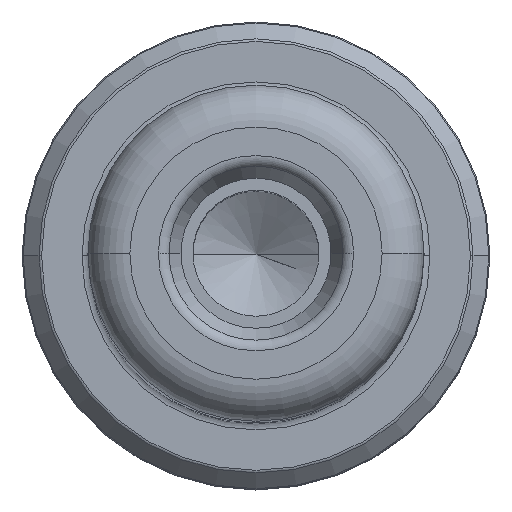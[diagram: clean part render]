
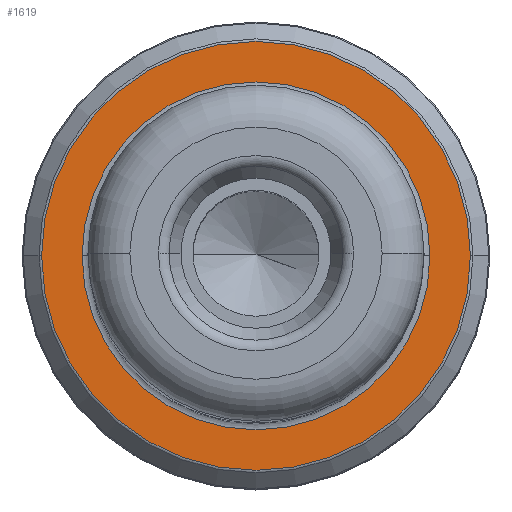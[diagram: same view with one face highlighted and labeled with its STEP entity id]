
A CAD part, top view. The second image highlights one B-rep face of the part: STEP entity #1619.
In plain terms, the highlighted planar face has unit normal (0, 0, 1).
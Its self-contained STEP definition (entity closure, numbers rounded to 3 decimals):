
#17 = CARTESIAN_POINT ( 'NONE',  ( 0., 0., 30. ) ) ;
#122 = VERTEX_POINT ( 'NONE', #351 ) ;
#172 = EDGE_CURVE ( 'NONE', #2866, #122, #1340, .T. ) ;
#351 = CARTESIAN_POINT ( 'NONE',  ( -14.5, 0., 30. ) ) ;
#398 = ORIENTED_EDGE ( 'NONE', *, *, #172, .T. ) ;
#549 = CARTESIAN_POINT ( 'NONE',  ( 17.876, 0., 30. ) ) ;
#598 = FACE_OUTER_BOUND ( 'NONE', #2194, .T. ) ;
#908 = FACE_BOUND ( 'NONE', #2746, .T. ) ;
#949 = VERTEX_POINT ( 'NONE', #549 ) ;
#1005 = CARTESIAN_POINT ( 'NONE',  ( 14.5, 0., 30. ) ) ;
#1041 = DIRECTION ( 'NONE',  ( -1., 0., 0. ) ) ;
#1050 = CIRCLE ( 'NONE', #3437, 17.876 ) ;
#1068 = DIRECTION ( 'NONE',  ( 1., 0., 0. ) ) ;
#1184 = VERTEX_POINT ( 'NONE', #1610 ) ;
#1191 = DIRECTION ( 'NONE',  ( -1., 0., 0. ) ) ;
#1340 = CIRCLE ( 'NONE', #3590, 14.5 ) ;
#1379 = ORIENTED_EDGE ( 'NONE', *, *, #3780, .T. ) ;
#1507 = DIRECTION ( 'NONE',  ( 0., 0., 1. ) ) ;
#1610 = CARTESIAN_POINT ( 'NONE',  ( -17.876, 0., 30. ) ) ;
#1619 = ADVANCED_FACE ( 'NONE', ( #908, #598 ), #2445, .T. ) ;
#1730 = DIRECTION ( 'NONE',  ( 0., 0., 1. ) ) ;
#1787 = CIRCLE ( 'NONE', #3722, 14.5 ) ;
#1829 = DIRECTION ( 'NONE',  ( 0., 0., -1. ) ) ;
#1973 = EDGE_CURVE ( 'NONE', #1184, #949, #1050, .T. ) ;
#2022 = CARTESIAN_POINT ( 'NONE',  ( 0., 0., 30. ) ) ;
#2025 = EDGE_CURVE ( 'NONE', #949, #1184, #2898, .T. ) ;
#2194 = EDGE_LOOP ( 'NONE', ( #3699, #3651 ) ) ;
#2325 = AXIS2_PLACEMENT_3D ( 'NONE', #3052, #1507, #3582 ) ;
#2445 = PLANE ( 'NONE',  #2796 ) ;
#2746 = EDGE_LOOP ( 'NONE', ( #1379, #398 ) ) ;
#2796 = AXIS2_PLACEMENT_3D ( 'NONE', #3025, #3769, #2837 ) ;
#2837 = DIRECTION ( 'NONE',  ( 1., 0., 0. ) ) ;
#2866 = VERTEX_POINT ( 'NONE', #1005 ) ;
#2898 = CIRCLE ( 'NONE', #2325, 17.876 ) ;
#3025 = CARTESIAN_POINT ( 'NONE',  ( 0., 0., 30. ) ) ;
#3052 = CARTESIAN_POINT ( 'NONE',  ( 0., 0., 30. ) ) ;
#3437 = AXIS2_PLACEMENT_3D ( 'NONE', #2022, #1730, #1068 ) ;
#3582 = DIRECTION ( 'NONE',  ( 1., 0., 0. ) ) ;
#3590 = AXIS2_PLACEMENT_3D ( 'NONE', #17, #1829, #1191 ) ;
#3651 = ORIENTED_EDGE ( 'NONE', *, *, #1973, .T. ) ;
#3699 = ORIENTED_EDGE ( 'NONE', *, *, #2025, .T. ) ;
#3701 = CARTESIAN_POINT ( 'NONE',  ( 0., 0., 30. ) ) ;
#3722 = AXIS2_PLACEMENT_3D ( 'NONE', #3701, #3848, #1041 ) ;
#3769 = DIRECTION ( 'NONE',  ( 0., 0., 1. ) ) ;
#3780 = EDGE_CURVE ( 'NONE', #122, #2866, #1787, .T. ) ;
#3848 = DIRECTION ( 'NONE',  ( 0., 0., -1. ) ) ;
